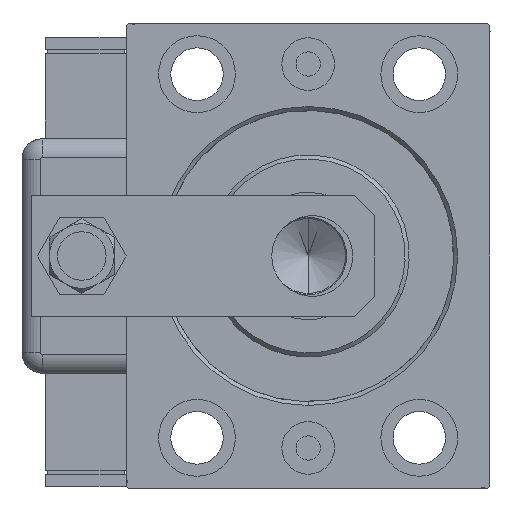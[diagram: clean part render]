
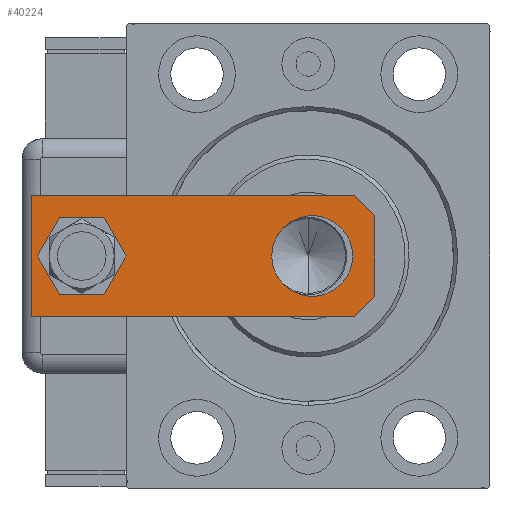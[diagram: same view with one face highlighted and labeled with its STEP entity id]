
A CAD part, left-side view. The second image highlights one B-rep face of the part: STEP entity #40224.
In plain terms, the highlighted face is planar.
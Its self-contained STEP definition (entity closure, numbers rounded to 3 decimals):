
#2156 = EDGE_LOOP ( 'NONE', ( #43906, #2486, #32835, #27835, #28712, #54740 ) ) ;
#2486 = ORIENTED_EDGE ( 'NONE', *, *, #38662, .T. ) ;
#2720 = CIRCLE ( 'NONE', #53743, 10. ) ;
#3128 = ORIENTED_EDGE ( 'NONE', *, *, #15901, .T. ) ;
#3144 = EDGE_CURVE ( 'NONE', #24657, #27850, #30591, .T. ) ;
#3207 = AXIS2_PLACEMENT_3D ( 'NONE', #25599, #57842, #12323 ) ;
#3286 = CARTESIAN_POINT ( 'NONE',  ( 0., 0., 0. ) ) ;
#3572 = CARTESIAN_POINT ( 'NONE',  ( -15., 5., 0. ) ) ;
#5403 = LINE ( 'NONE', #19868, #53675 ) ;
#6496 = DIRECTION ( 'NONE',  ( -1., 0., 0. ) ) ;
#6713 = DIRECTION ( 'NONE',  ( -0.707, -0.707, 0. ) ) ;
#8551 = CARTESIAN_POINT ( 'NONE',  ( 15., 85., 0. ) ) ;
#9828 = CARTESIAN_POINT ( 'NONE',  ( -15., 85., 0. ) ) ;
#10490 = EDGE_CURVE ( 'NONE', #40159, #45878, #5403, .T. ) ;
#10986 = VECTOR ( 'NONE', #6496, 1000. ) ;
#11740 = CARTESIAN_POINT ( 'NONE',  ( -10., 0., 0. ) ) ;
#12323 = DIRECTION ( 'NONE',  ( 1., 0., 0. ) ) ;
#12800 = CIRCLE ( 'NONE', #3207, 10. ) ;
#12959 = VECTOR ( 'NONE', #31371, 1000. ) ;
#13044 = VECTOR ( 'NONE', #6713, 1000. ) ;
#13876 = LINE ( 'NONE', #22041, #12959 ) ;
#14333 = ORIENTED_EDGE ( 'NONE', *, *, #57690, .T. ) ;
#15901 = EDGE_CURVE ( 'NONE', #28932, #47169, #23062, .T. ) ;
#17524 = CARTESIAN_POINT ( 'NONE',  ( 10., 0., 0. ) ) ;
#19868 = CARTESIAN_POINT ( 'NONE',  ( -15., 0., 0. ) ) ;
#21882 = CARTESIAN_POINT ( 'NONE',  ( 0., 72.5, 0. ) ) ;
#22041 = CARTESIAN_POINT ( 'NONE',  ( 15., 0., 0. ) ) ;
#22092 = AXIS2_PLACEMENT_3D ( 'NONE', #47996, #38947, #57331 ) ;
#22480 = DIRECTION ( 'NONE',  ( 0., 0., 1. ) ) ;
#23062 = CIRCLE ( 'NONE', #56738, 7. ) ;
#24657 = VERTEX_POINT ( 'NONE', #9828 ) ;
#24853 = VERTEX_POINT ( 'NONE', #49878 ) ;
#25599 = CARTESIAN_POINT ( 'NONE',  ( 0., 15.5, 0. ) ) ;
#26193 = FACE_OUTER_BOUND ( 'NONE', #2156, .T. ) ;
#26496 = FACE_BOUND ( 'NONE', #32582, .T. ) ;
#27835 = ORIENTED_EDGE ( 'NONE', *, *, #42576, .F. ) ;
#27850 = VERTEX_POINT ( 'NONE', #3572 ) ;
#28712 = ORIENTED_EDGE ( 'NONE', *, *, #45268, .F. ) ;
#28727 = LINE ( 'NONE', #38964, #13044 ) ;
#28932 = VERTEX_POINT ( 'NONE', #53442 ) ;
#29599 = CARTESIAN_POINT ( 'NONE',  ( 15., 5., 0. ) ) ;
#29784 = CIRCLE ( 'NONE', #22092, 7. ) ;
#30410 = PLANE ( 'NONE',  #46485 ) ;
#30591 = LINE ( 'NONE', #48398, #48557 ) ;
#31371 = DIRECTION ( 'NONE',  ( 0., 1., 0. ) ) ;
#31518 = DIRECTION ( 'NONE',  ( 1., 0., 0. ) ) ;
#31691 = CARTESIAN_POINT ( 'NONE',  ( -10., 0., 0. ) ) ;
#32582 = EDGE_LOOP ( 'NONE', ( #39588, #3128 ) ) ;
#32835 = ORIENTED_EDGE ( 'NONE', *, *, #3144, .F. ) ;
#33419 = DIRECTION ( 'NONE',  ( 1., 0., 0. ) ) ;
#34641 = DIRECTION ( 'NONE',  ( 1., 0., 0. ) ) ;
#35301 = DIRECTION ( 'NONE',  ( -0.707, 0.707, 0. ) ) ;
#36479 = EDGE_CURVE ( 'NONE', #39672, #45878, #28727, .T. ) ;
#38399 = VERTEX_POINT ( 'NONE', #8551 ) ;
#38662 = EDGE_CURVE ( 'NONE', #40159, #27850, #59110, .T. ) ;
#38947 = DIRECTION ( 'NONE',  ( 0., 0., 1. ) ) ;
#38964 = CARTESIAN_POINT ( 'NONE',  ( 15., 5., 0. ) ) ;
#39164 = FACE_BOUND ( 'NONE', #47305, .T. ) ;
#39588 = ORIENTED_EDGE ( 'NONE', *, *, #59435, .T. ) ;
#39672 = VERTEX_POINT ( 'NONE', #29599 ) ;
#40122 = EDGE_CURVE ( 'NONE', #48775, #24853, #12800, .T. ) ;
#40159 = VERTEX_POINT ( 'NONE', #11740 ) ;
#40224 = ADVANCED_FACE ( 'NONE', ( #26193, #26496, #39164 ), #30410, .F. ) ;
#40320 = DIRECTION ( 'NONE',  ( 1., 0., 0. ) ) ;
#40922 = VECTOR ( 'NONE', #35301, 1000. ) ;
#41497 = CARTESIAN_POINT ( 'NONE',  ( -7., 72.5, 0. ) ) ;
#42576 = EDGE_CURVE ( 'NONE', #38399, #24657, #47496, .T. ) ;
#43906 = ORIENTED_EDGE ( 'NONE', *, *, #10490, .F. ) ;
#45268 = EDGE_CURVE ( 'NONE', #39672, #38399, #13876, .T. ) ;
#45456 = DIRECTION ( 'NONE',  ( 0., 0., 1. ) ) ;
#45878 = VERTEX_POINT ( 'NONE', #17524 ) ;
#46485 = AXIS2_PLACEMENT_3D ( 'NONE', #3286, #57548, #34641 ) ;
#47169 = VERTEX_POINT ( 'NONE', #41497 ) ;
#47195 = CARTESIAN_POINT ( 'NONE',  ( 15., 85., 0. ) ) ;
#47305 = EDGE_LOOP ( 'NONE', ( #51764, #14333 ) ) ;
#47496 = LINE ( 'NONE', #47195, #10986 ) ;
#47996 = CARTESIAN_POINT ( 'NONE',  ( 0., 72.5, 0. ) ) ;
#48398 = CARTESIAN_POINT ( 'NONE',  ( -15., 85., 0. ) ) ;
#48557 = VECTOR ( 'NONE', #48983, 1000. ) ;
#48775 = VERTEX_POINT ( 'NONE', #58600 ) ;
#48983 = DIRECTION ( 'NONE',  ( 0., -1., 0. ) ) ;
#49878 = CARTESIAN_POINT ( 'NONE',  ( 10., 15.5, 0. ) ) ;
#51764 = ORIENTED_EDGE ( 'NONE', *, *, #40122, .T. ) ;
#53442 = CARTESIAN_POINT ( 'NONE',  ( 7., 72.5, 0. ) ) ;
#53675 = VECTOR ( 'NONE', #33419, 1000. ) ;
#53743 = AXIS2_PLACEMENT_3D ( 'NONE', #59322, #45456, #40320 ) ;
#54740 = ORIENTED_EDGE ( 'NONE', *, *, #36479, .T. ) ;
#56738 = AXIS2_PLACEMENT_3D ( 'NONE', #21882, #22480, #31518 ) ;
#57331 = DIRECTION ( 'NONE',  ( 1., 0., 0. ) ) ;
#57548 = DIRECTION ( 'NONE',  ( 0., 0., 1. ) ) ;
#57690 = EDGE_CURVE ( 'NONE', #24853, #48775, #2720, .T. ) ;
#57842 = DIRECTION ( 'NONE',  ( 0., 0., 1. ) ) ;
#58600 = CARTESIAN_POINT ( 'NONE',  ( -10., 15.5, 0. ) ) ;
#59110 = LINE ( 'NONE', #31691, #40922 ) ;
#59322 = CARTESIAN_POINT ( 'NONE',  ( 0., 15.5, 0. ) ) ;
#59435 = EDGE_CURVE ( 'NONE', #47169, #28932, #29784, .T. ) ;
